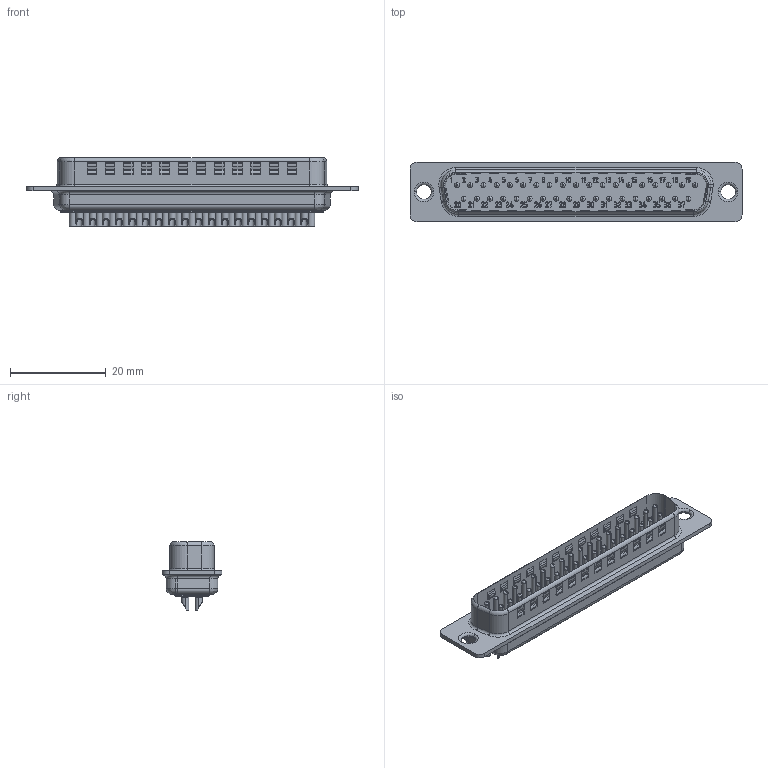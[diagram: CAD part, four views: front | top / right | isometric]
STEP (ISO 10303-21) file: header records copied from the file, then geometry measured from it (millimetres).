
FILE_DESCRIPTION(/* description */ (''),/* implementation_level */ '2;1');
FILE_NAME(/* name */ '100183113ugm000_b.stp',/* time_stamp */ '2018-04-16T11:30:13+02:00',/* author */ (''),/* organization */ (''),/* preprocessor_version */ 'ST-DEVELOPER v16',/* originating_system */ 'SIEMENS PLM Software NX 10.0',/* authorisation */ '');
FILE_SCHEMA (('AUTOMOTIVE_DESIGN { 1 0 10303 214 3 1 1 1 }'));
Length unit declared in the file: millimetre
Products named in the file (1): 100183113ugm000_b
Bounding box: 69.3 x 12.5 x 14.29 mm (x, y, z)
Volume: 3716.4 mm3; surface area: 5358.4 mm2
Topology: 1 solids, 1 shells, 3761 faces, 10196 edges, 6705 vertices
Faces by surface type: bspline 1617, plane 1433, cylinder 580, cone 88, torus 29, sphere 8, extrusion 6
Full cylindrical faces by diameter (mm): 0.134 x1, 0.197 x1
Entity records: 192963 total; most frequent: CARTESIAN_POINT 87047, ORIENTED_EDGE 20240, DIRECTION 11936, EDGE_CURVE 10120, VERTEX_POINT 6704, VECTOR 5422, LINE 5416, EDGE_LOOP 4108
